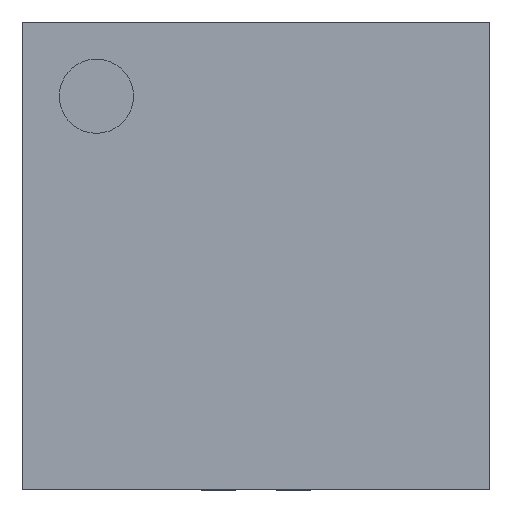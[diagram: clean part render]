
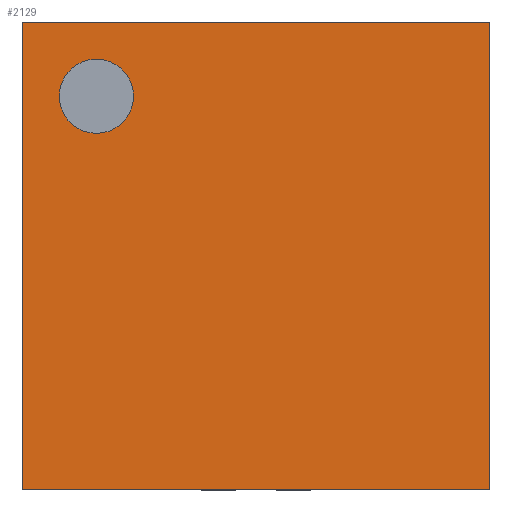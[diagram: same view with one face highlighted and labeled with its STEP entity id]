
A CAD part, top view. The second image highlights one B-rep face of the part: STEP entity #2129.
In plain terms, the highlighted planar face has unit normal (0, 0, 1).
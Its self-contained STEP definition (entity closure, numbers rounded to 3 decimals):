
#70=CARTESIAN_POINT('',(-0.825,1.075,1.0));
#71=VERTEX_POINT('',#70);
#80=CARTESIAN_POINT('',(-1.325,1.075,1.0));
#81=VERTEX_POINT('',#80);
#82=CARTESIAN_POINT('',(-1.075,1.075,1.0));
#83=DIRECTION('',(0.0,0.0,-1.0));
#84=DIRECTION('',(1.0,0.0,0.0));
#85=AXIS2_PLACEMENT_3D('',#82,#83,#84);
#86=CIRCLE('',#85,0.25);
#87=EDGE_CURVE('',#81,#71,#86,.T.);
#540=CARTESIAN_POINT('',(1.575,-1.575,1.0));
#541=VERTEX_POINT('',#540);
#548=CARTESIAN_POINT('',(-1.575,-1.575,1.0));
#549=VERTEX_POINT('',#548);
#550=CARTESIAN_POINT('',(1.575,-1.575,1.0));
#551=DIRECTION('',(-1.0,0.0,0.0));
#552=VECTOR('',#551,3.15);
#553=LINE('',#550,#552);
#554=EDGE_CURVE('',#541,#549,#553,.T.);
#587=CARTESIAN_POINT('',(-1.075,1.075,1.0));
#588=DIRECTION('',(0.0,0.0,-1.0));
#589=DIRECTION('',(1.0,0.0,0.0));
#590=AXIS2_PLACEMENT_3D('',#587,#588,#589);
#591=CIRCLE('',#590,0.25);
#592=EDGE_CURVE('',#71,#81,#591,.T.);
#1935=CARTESIAN_POINT('',(-1.575,1.575,1.0));
#1936=VERTEX_POINT('',#1935);
#1937=CARTESIAN_POINT('',(-1.575,-1.575,1.0));
#1938=DIRECTION('',(0.0,1.0,0.0));
#1939=VECTOR('',#1938,3.15);
#1940=LINE('',#1937,#1939);
#1941=EDGE_CURVE('',#549,#1936,#1940,.T.);
#2011=CARTESIAN_POINT('',(1.575,1.575,1.0));
#2012=VERTEX_POINT('',#2011);
#2013=CARTESIAN_POINT('',(-1.575,1.575,1.0));
#2014=DIRECTION('',(1.0,0.0,0.0));
#2015=VECTOR('',#2014,3.15);
#2016=LINE('',#2013,#2015);
#2017=EDGE_CURVE('',#1936,#2012,#2016,.T.);
#2060=CARTESIAN_POINT('',(1.575,1.575,1.0));
#2061=DIRECTION('',(0.0,-1.0,0.0));
#2062=VECTOR('',#2061,3.15);
#2063=LINE('',#2060,#2062);
#2064=EDGE_CURVE('',#2012,#541,#2063,.T.);
#2114=CARTESIAN_POINT('',(0.,0.,1.0));
#2115=DIRECTION('',(0.0,0.0,1.0));
#2116=DIRECTION('',(1.0,0.0,0.0));
#2117=AXIS2_PLACEMENT_3D('',#2114,#2115,#2116);
#2118=PLANE('',#2117);
#2119=ORIENTED_EDGE('',*,*,#1941,.F.);
#2120=ORIENTED_EDGE('',*,*,#554,.F.);
#2121=ORIENTED_EDGE('',*,*,#2064,.F.);
#2122=ORIENTED_EDGE('',*,*,#2017,.F.);
#2123=EDGE_LOOP('',(#2119,#2120,#2121,#2122));
#2124=FACE_OUTER_BOUND('',#2123,.T.);
#2125=ORIENTED_EDGE('',*,*,#592,.T.);
#2126=ORIENTED_EDGE('',*,*,#87,.T.);
#2127=EDGE_LOOP('',(#2125,#2126));
#2128=FACE_BOUND('',#2127,.T.);
#2129=ADVANCED_FACE('',(#2124,#2128),#2118,.T.);
